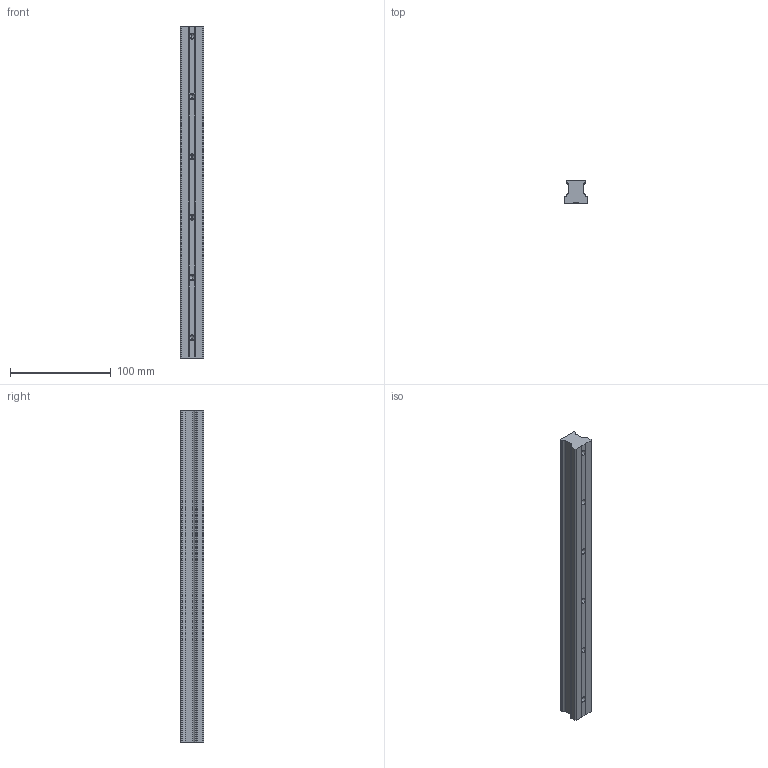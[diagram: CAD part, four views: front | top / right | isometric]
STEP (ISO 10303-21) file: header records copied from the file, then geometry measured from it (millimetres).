
FILE_DESCRIPTION (( 'STEP AP203' ), '1' );
FILE_NAME ('ARU25M-rail.STEP', '2011-03-04T01:10:48', ( 'wgz02' ), ( '' ), 'SwSTEP 2.0', 'SolidWorks 2009', '' );
FILE_SCHEMA (( 'CONFIG_CONTROL_DESIGN' ));
Length unit declared in the file: millimetre
Products named in the file (1): ARU25M-rail
Bounding box: 23 x 23 x 330 mm (x, y, z)
Volume: 136461 mm3; surface area: 33159 mm2
Topology: 1 solids, 1 shells, 108 faces, 306 edges, 194 vertices
Faces by surface type: plane 46, cylinder 38, cone 24
Entity records: 3543 total; most frequent: CARTESIAN_POINT 741, ORIENTED_EDGE 588, DIRECTION 576, EDGE_CURVE 294, AXIS2_PLACEMENT_3D 221, VERTEX_POINT 194, VECTOR 134, LINE 134
